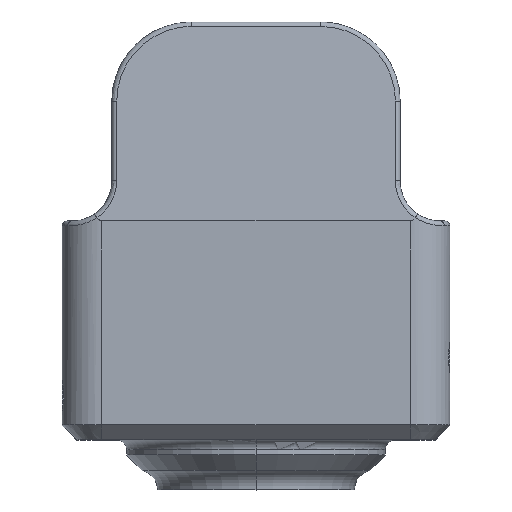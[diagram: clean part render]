
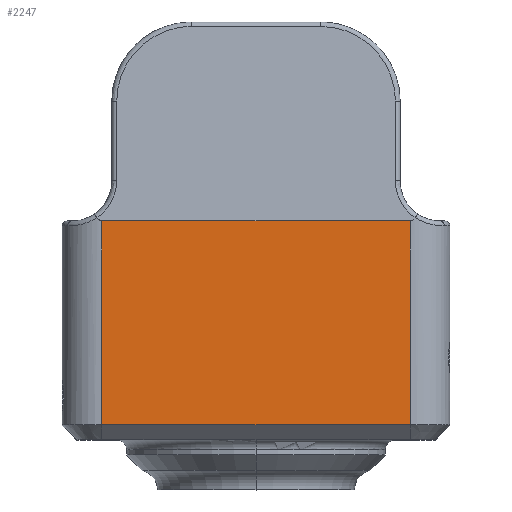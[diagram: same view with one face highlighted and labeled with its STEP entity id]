
A CAD part, top view. The second image highlights one B-rep face of the part: STEP entity #2247.
In plain terms, the highlighted planar face has unit normal (0, 0, 1).
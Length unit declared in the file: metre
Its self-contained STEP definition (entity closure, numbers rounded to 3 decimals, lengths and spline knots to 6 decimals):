
#57=PLANE('',#2467);
#209=LINE('',#3736,#360);
#210=LINE('',#3739,#361);
#211=LINE('',#3741,#362);
#212=LINE('',#3743,#363);
#360=VECTOR('',#2948,1.);
#361=VECTOR('',#2949,1.);
#362=VECTOR('',#2950,1.);
#363=VECTOR('',#2951,1.);
#666=ORIENTED_EDGE('',*,*,#1339,.T.);
#667=ORIENTED_EDGE('',*,*,#1340,.T.);
#668=ORIENTED_EDGE('',*,*,#1341,.T.);
#669=ORIENTED_EDGE('',*,*,#1342,.T.);
#1339=EDGE_CURVE('',#1665,#1666,#209,.F.);
#1340=EDGE_CURVE('',#1666,#1667,#210,.T.);
#1341=EDGE_CURVE('',#1667,#1668,#211,.T.);
#1342=EDGE_CURVE('',#1668,#1665,#212,.T.);
#1665=VERTEX_POINT('',#3737);
#1666=VERTEX_POINT('',#3738);
#1667=VERTEX_POINT('',#3740);
#1668=VERTEX_POINT('',#3742);
#1926=EDGE_LOOP('',(#666,#667,#668,#669));
#2085=FACE_BOUND('',#1926,.T.);
#2247=ADVANCED_FACE('',(#2085),#57,.T.);
#2467=AXIS2_PLACEMENT_3D('',#3735,#2946,#2947);
#2946=DIRECTION('',(0.,0.,1.));
#2947=DIRECTION('',(1.,0.,0.));
#2948=DIRECTION('',(0.,1.,0.));
#2949=DIRECTION('',(1.,0.,0.));
#2950=DIRECTION('',(0.,1.,0.));
#2951=DIRECTION('',(-1.,0.,0.));
#3735=CARTESIAN_POINT('',(0.0195,0.03489,0.267565));
#3736=CARTESIAN_POINT('',(-0.0155,0.02289,0.267565));
#3737=CARTESIAN_POINT('',(-0.0155,0.04489,0.267565));
#3738=CARTESIAN_POINT('',(-0.0155,0.02439,0.267565));
#3739=CARTESIAN_POINT('',(0.0155,0.02439,0.267565));
#3740=CARTESIAN_POINT('',(0.0155,0.02439,0.267565));
#3741=CARTESIAN_POINT('',(0.0155,0.03489,0.267565));
#3742=CARTESIAN_POINT('',(0.0155,0.04489,0.267565));
#3743=CARTESIAN_POINT('',(0.0195,0.04489,0.267565));
